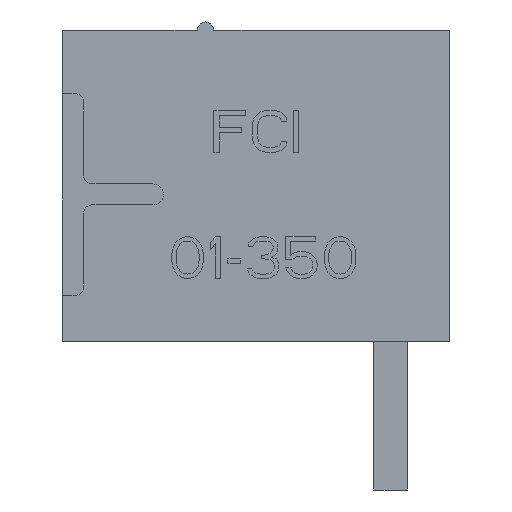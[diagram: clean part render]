
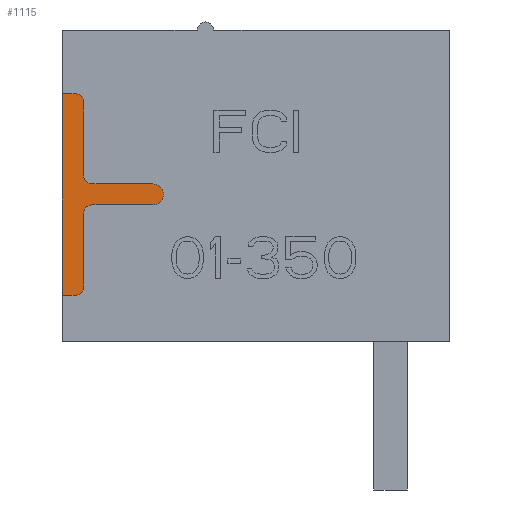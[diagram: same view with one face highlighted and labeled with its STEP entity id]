
A CAD part, left-side view. The second image highlights one B-rep face of the part: STEP entity #1115.
In plain terms, the highlighted planar face has unit normal (-1, 0, 0).
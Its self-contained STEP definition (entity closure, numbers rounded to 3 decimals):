
#1115=ADVANCED_FACE('3743',(#3329),#3330,.T.);
#3329=FACE_OUTER_BOUND('',#5806,.T.);
#3330=PLANE('',#5807);
#5806=EDGE_LOOP('',(#14265,#14266,#14267,#14268,#14269,#14270,#14271,#14272,#14273,#14274,#14275,#14276));
#5807=AXIS2_PLACEMENT_3D('',#14277,#14278,#14279);
#14265=ORIENTED_EDGE('',*,*,#19006,.T.);
#14266=ORIENTED_EDGE('',*,*,#19004,.T.);
#14267=ORIENTED_EDGE('',*,*,#19002,.T.);
#14268=ORIENTED_EDGE('',*,*,#19000,.T.);
#14269=ORIENTED_EDGE('',*,*,#18998,.T.);
#14270=ORIENTED_EDGE('',*,*,#18996,.T.);
#14271=ORIENTED_EDGE('',*,*,#18994,.T.);
#14272=ORIENTED_EDGE('',*,*,#19016,.T.);
#14273=ORIENTED_EDGE('',*,*,#19014,.T.);
#14274=ORIENTED_EDGE('',*,*,#19012,.T.);
#14275=ORIENTED_EDGE('',*,*,#19010,.T.);
#14276=ORIENTED_EDGE('',*,*,#19008,.T.);
#14277=CARTESIAN_POINT('',(-40.61,0.0,-3.7));
#14278=DIRECTION('',(-1.0,0.0,0.0));
#14279=DIRECTION('',(0.0,0.0,1.0));
#18994=EDGE_CURVE('4784',#24007,#24005,#24008,.T.);
#18996=EDGE_CURVE('4783',#24010,#24007,#24011,.T.);
#18998=EDGE_CURVE('4782',#24013,#24010,#24014,.T.);
#19000=EDGE_CURVE('6083',#24016,#24013,#24017,.T.);
#19002=EDGE_CURVE('6092',#24019,#24016,#24020,.T.);
#19004=EDGE_CURVE('6082',#24022,#24019,#24023,.T.);
#19006=EDGE_CURVE('4781',#24025,#24022,#24026,.T.);
#19008=EDGE_CURVE('6085',#24028,#24025,#24029,.T.);
#19010=EDGE_CURVE('6093',#24031,#24028,#24032,.T.);
#19012=EDGE_CURVE('6084',#24034,#24031,#24035,.T.);
#19014=EDGE_CURVE('4786',#24037,#24034,#24038,.T.);
#19016=EDGE_CURVE('4785',#24005,#24037,#24040,.T.);
#24005=VERTEX_POINT('',#31636);
#24007=VERTEX_POINT('',#31639);
#24008=LINE('',#31640,#31641);
#24010=VERTEX_POINT('',#31644);
#24011=LINE('',#31645,#31646);
#24013=VERTEX_POINT('',#31649);
#24014=CIRCLE('',#31650,0.2);
#24016=VERTEX_POINT('',#31653);
#24017=LINE('',#31654,#31655);
#24019=VERTEX_POINT('',#31658);
#24020=CIRCLE('',#31659,0.2);
#24022=VERTEX_POINT('',#31662);
#24023=LINE('',#31663,#31664);
#24025=VERTEX_POINT('',#31667);
#24026=CIRCLE('',#31668,0.25);
#24028=VERTEX_POINT('',#31671);
#24029=LINE('',#31672,#31673);
#24031=VERTEX_POINT('',#31676);
#24032=CIRCLE('',#31677,0.2);
#24034=VERTEX_POINT('',#31680);
#24035=LINE('',#31681,#31682);
#24037=VERTEX_POINT('',#31685);
#24038=CIRCLE('',#31686,0.2);
#24040=LINE('',#31689,#31690);
#31636=CARTESIAN_POINT('',(-40.61,4.6,-2.6));
#31639=CARTESIAN_POINT('',(-40.61,4.6,2.2));
#31640=CARTESIAN_POINT('',(-40.61,4.6,2.2));
#31641=VECTOR('',#36610,4.8);
#31644=CARTESIAN_POINT('',(-40.61,4.3,2.2));
#31645=CARTESIAN_POINT('',(-40.61,4.3,2.2));
#31646=VECTOR('',#36612,0.3);
#31649=CARTESIAN_POINT('',(-40.61,4.1,2.0));
#31650=AXIS2_PLACEMENT_3D('',#36614,#36615,#36616);
#31653=CARTESIAN_POINT('',(-40.61,4.1,0.25));
#31654=CARTESIAN_POINT('',(-40.61,4.1,0.25));
#31655=VECTOR('',#36618,1.75);
#31658=CARTESIAN_POINT('',(-40.61,3.9,0.05));
#31659=AXIS2_PLACEMENT_3D('',#36620,#36621,#36622);
#31662=CARTESIAN_POINT('',(-40.61,2.45,0.05));
#31663=CARTESIAN_POINT('',(-40.61,2.45,0.05));
#31664=VECTOR('',#36624,1.45);
#31667=CARTESIAN_POINT('',(-40.61,2.45,-0.45));
#31668=AXIS2_PLACEMENT_3D('',#36626,#36627,#36628);
#31671=CARTESIAN_POINT('',(-40.61,3.9,-0.45));
#31672=CARTESIAN_POINT('',(-40.61,3.9,-0.45));
#31673=VECTOR('',#36630,1.45);
#31676=CARTESIAN_POINT('',(-40.61,4.1,-0.65));
#31677=AXIS2_PLACEMENT_3D('',#36632,#36633,#36634);
#31680=CARTESIAN_POINT('',(-40.61,4.1,-2.4));
#31681=CARTESIAN_POINT('',(-40.61,4.1,-2.4));
#31682=VECTOR('',#36636,1.75);
#31685=CARTESIAN_POINT('',(-40.61,4.3,-2.6));
#31686=AXIS2_PLACEMENT_3D('',#36638,#36639,#36640);
#31689=CARTESIAN_POINT('',(-40.61,4.6,-2.6));
#31690=VECTOR('',#36642,0.3);
#36610=DIRECTION('',(0.0,0.0,-1.0));
#36612=DIRECTION('',(0.0,1.0,0.0));
#36614=CARTESIAN_POINT('',(-40.61,4.3,2.0));
#36615=DIRECTION('',(-1.0,0.0,0.0));
#36616=DIRECTION('',(0.0,-1.0,0.0));
#36618=DIRECTION('',(0.0,0.0,1.0));
#36620=CARTESIAN_POINT('',(-40.61,3.9,0.25));
#36621=DIRECTION('',(1.0,0.0,0.0));
#36622=DIRECTION('',(0.0,0.0,-1.0));
#36624=DIRECTION('',(0.0,1.0,0.0));
#36626=CARTESIAN_POINT('',(-40.61,2.45,-0.2));
#36627=DIRECTION('',(-1.0,0.0,0.0));
#36628=DIRECTION('',(0.0,0.0,-1.0));
#36630=DIRECTION('',(0.0,-1.0,0.0));
#36632=CARTESIAN_POINT('',(-40.61,3.9,-0.65));
#36633=DIRECTION('',(1.0,0.0,0.0));
#36634=DIRECTION('',(0.0,1.0,0.0));
#36636=DIRECTION('',(0.0,0.0,1.0));
#36638=CARTESIAN_POINT('',(-40.61,4.3,-2.4));
#36639=DIRECTION('',(-1.0,0.0,0.0));
#36640=DIRECTION('',(0.0,0.0,-1.0));
#36642=DIRECTION('',(0.0,-1.0,0.0));
